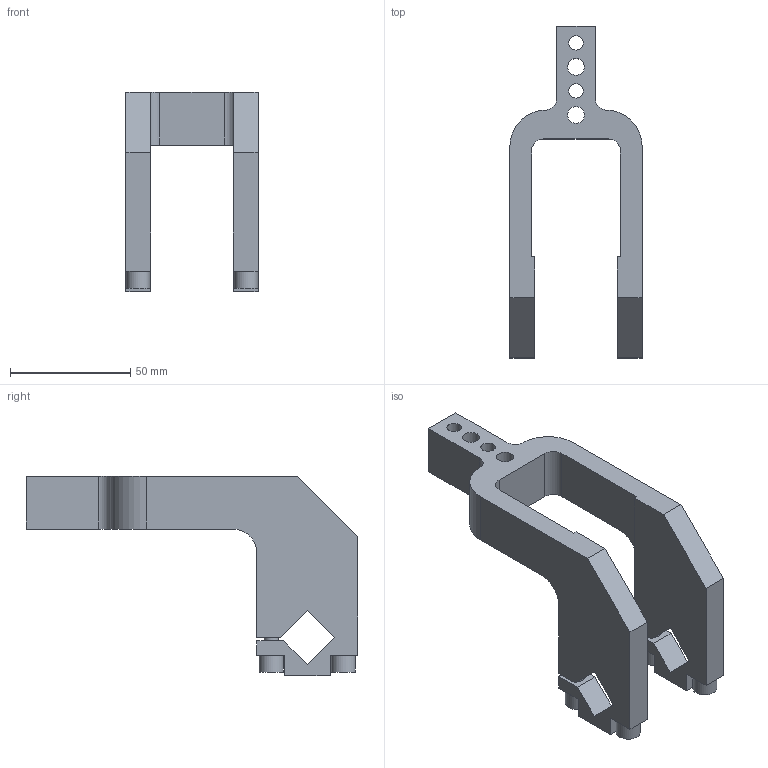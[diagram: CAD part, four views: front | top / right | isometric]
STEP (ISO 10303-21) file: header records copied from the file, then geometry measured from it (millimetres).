
FILE_DESCRIPTION(/* description */ (''),/* implementation_level */ '2;1');
FILE_NAME(/* name */ 'B1604.stp',/* time_stamp */ '2016-04-18T09:08:15+02:00',/* author */ ('donadda1'),/* organization */ ('Pneumax S.p.A.'),/* preprocessor_version */ 'ST-DEVELOPER v15.2',/* originating_system */ 'Autodesk Inventor 2014',/* authorisation */ '');
FILE_SCHEMA (('AUTOMOTIVE_DESIGN { 1 0 10303 214 3 1 1 }'));
Length unit declared in the file: millimetre
Products named in the file (1): B1604
Bounding box: 55 x 138 x 83 mm (x, y, z)
Volume: 99808.5 mm3; surface area: 31267.7 mm2
Topology: 1 solids, 1 shells, 64 faces, 180 edges, 118 vertices
Faces by surface type: plane 46, cylinder 18
Full cylindrical faces by diameter (mm): 6 x4, 7 x2, 10 x4
Entity records: 2032 total; most frequent: CARTESIAN_POINT 349, ORIENTED_EDGE 336, DIRECTION 334, EDGE_CURVE 168, LINE 132, VECTOR 132, VERTEX_POINT 116, AXIS2_PLACEMENT_3D 101
